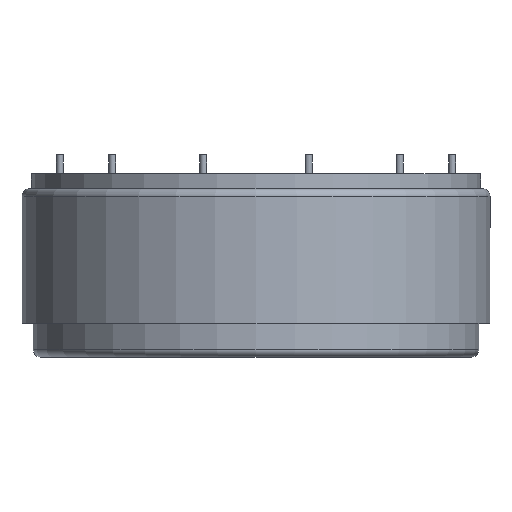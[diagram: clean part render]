
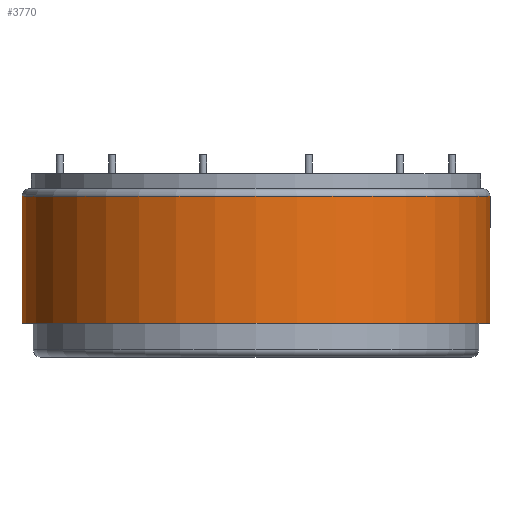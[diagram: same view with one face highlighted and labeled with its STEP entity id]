
A CAD part, front view. The second image highlights one B-rep face of the part: STEP entity #3770.
In plain terms, the highlighted cylindrical face has radius 12.5 mm (diameter 25 mm), a full revolution.
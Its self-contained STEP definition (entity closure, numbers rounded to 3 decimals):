
#238=FACE_OUTER_BOUND('',#486,.T.);
#486=EDGE_LOOP('',(#2486,#2487,#2488,#2489,#2490));
#758=LINE('',#6257,#933);
#933=VECTOR('',#4929,12.5);
#1137=CIRCLE('',#4182,12.5);
#1138=CIRCLE('',#4184,12.5);
#1139=CIRCLE('',#4185,12.5);
#1498=VERTEX_POINT('',#6250);
#1499=VERTEX_POINT('',#6253);
#1500=VERTEX_POINT('',#6254);
#1882=EDGE_CURVE('',#1498,#1498,#1137,.T.);
#1883=EDGE_CURVE('',#1499,#1500,#1138,.T.);
#1884=EDGE_CURVE('',#1500,#1499,#1139,.T.);
#1885=EDGE_CURVE('',#1500,#1498,#758,.T.);
#2486=ORIENTED_EDGE('',*,*,#1883,.F.);
#2487=ORIENTED_EDGE('',*,*,#1884,.F.);
#2488=ORIENTED_EDGE('',*,*,#1885,.T.);
#2489=ORIENTED_EDGE('',*,*,#1882,.T.);
#2490=ORIENTED_EDGE('',*,*,#1885,.F.);
#3427=CYLINDRICAL_SURFACE('',#4183,12.5);
#3770=ADVANCED_FACE('',(#238),#3427,.T.);
#4182=AXIS2_PLACEMENT_3D('',#6251,#4921,#4922);
#4183=AXIS2_PLACEMENT_3D('',#6252,#4923,#4924);
#4184=AXIS2_PLACEMENT_3D('',#6255,#4925,#4926);
#4185=AXIS2_PLACEMENT_3D('',#6256,#4927,#4928);
#4921=DIRECTION('center_axis',(0.,1.,0.));
#4922=DIRECTION('ref_axis',(1.,0.,0.));
#4923=DIRECTION('center_axis',(0.,1.,0.));
#4924=DIRECTION('ref_axis',(-1.,0.,0.));
#4925=DIRECTION('center_axis',(0.,1.,0.));
#4926=DIRECTION('ref_axis',(1.,0.,0.));
#4927=DIRECTION('center_axis',(0.,1.,0.));
#4928=DIRECTION('ref_axis',(1.,0.,0.));
#4929=DIRECTION('',(0.,-1.,0.));
#6250=CARTESIAN_POINT('',(12.5,-2.7,0.));
#6251=CARTESIAN_POINT('Origin',(0.,-2.7,0.));
#6252=CARTESIAN_POINT('Origin',(0.,0.7,0.));
#6253=CARTESIAN_POINT('',(0.,4.1,-12.5));
#6254=CARTESIAN_POINT('',(12.5,4.1,0.));
#6255=CARTESIAN_POINT('Origin',(0.,4.1,0.));
#6256=CARTESIAN_POINT('Origin',(0.,4.1,0.));
#6257=CARTESIAN_POINT('',(12.5,0.7,0.));
